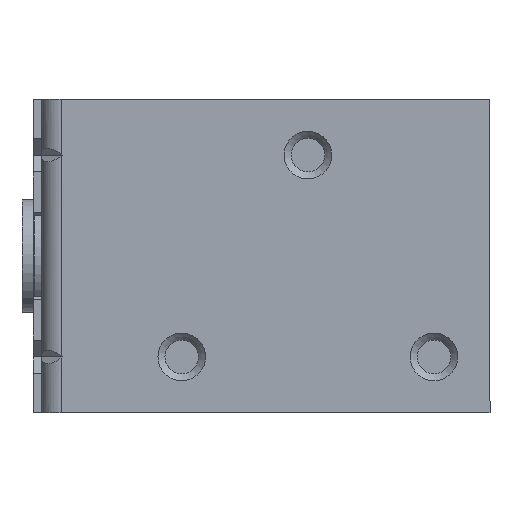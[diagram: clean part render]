
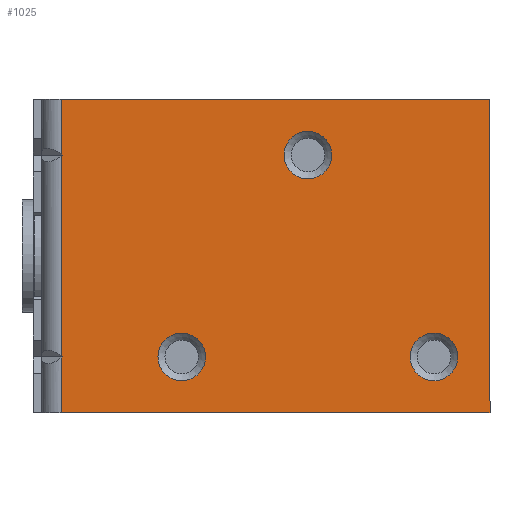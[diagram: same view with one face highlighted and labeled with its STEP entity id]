
A CAD part, left-side view. The second image highlights one B-rep face of the part: STEP entity #1025.
In plain terms, the highlighted face is planar.
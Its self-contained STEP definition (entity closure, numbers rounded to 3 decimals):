
#59=FACE_BOUND('',#203,.T.);
#60=FACE_BOUND('',#204,.T.);
#61=FACE_BOUND('',#205,.T.);
#90=PLANE('',#1216);
#142=FACE_OUTER_BOUND('',#202,.T.);
#202=EDGE_LOOP('',(#925,#926,#927,#928,#929,#930,#931,#932,#933,#934));
#203=EDGE_LOOP('',(#935,#936));
#204=EDGE_LOOP('',(#937,#938));
#205=EDGE_LOOP('',(#939,#940));
#222=LINE('',#1607,#317);
#225=LINE('',#1615,#320);
#227=LINE('',#1622,#322);
#230=LINE('',#1630,#325);
#233=LINE('',#1639,#328);
#234=LINE('',#1642,#329);
#237=LINE('',#1648,#332);
#299=LINE('',#1819,#394);
#300=LINE('',#1821,#395);
#301=LINE('',#1822,#396);
#317=VECTOR('',#1311,10.);
#320=VECTOR('',#1318,10.);
#322=VECTOR('',#1324,10.);
#325=VECTOR('',#1331,10.);
#328=VECTOR('',#1340,10.);
#329=VECTOR('',#1343,10.);
#332=VECTOR('',#1350,10.);
#394=VECTOR('',#1514,10.);
#395=VECTOR('',#1515,10.);
#396=VECTOR('',#1516,10.);
#426=CIRCLE('',#1199,4.25);
#427=CIRCLE('',#1200,4.25);
#430=CIRCLE('',#1205,4.25);
#431=CIRCLE('',#1206,4.25);
#434=CIRCLE('',#1211,4.25);
#435=CIRCLE('',#1212,4.25);
#460=VERTEX_POINT('',#1605);
#461=VERTEX_POINT('',#1606);
#464=VERTEX_POINT('',#1614);
#466=VERTEX_POINT('',#1620);
#467=VERTEX_POINT('',#1621);
#470=VERTEX_POINT('',#1629);
#473=VERTEX_POINT('',#1637);
#474=VERTEX_POINT('',#1641);
#521=VERTEX_POINT('',#1782);
#522=VERTEX_POINT('',#1783);
#525=VERTEX_POINT('',#1794);
#526=VERTEX_POINT('',#1795);
#529=VERTEX_POINT('',#1806);
#530=VERTEX_POINT('',#1807);
#533=VERTEX_POINT('',#1818);
#534=VERTEX_POINT('',#1820);
#566=EDGE_CURVE('',#460,#461,#222,.T.);
#570=EDGE_CURVE('',#464,#460,#225,.T.);
#573=EDGE_CURVE('',#466,#467,#227,.T.);
#577=EDGE_CURVE('',#470,#466,#230,.T.);
#582=EDGE_CURVE('',#467,#473,#233,.T.);
#583=EDGE_CURVE('',#474,#464,#234,.T.);
#587=EDGE_CURVE('',#461,#470,#237,.T.);
#654=EDGE_CURVE('',#521,#522,#426,.T.);
#655=EDGE_CURVE('',#522,#521,#427,.T.);
#660=EDGE_CURVE('',#525,#526,#430,.T.);
#661=EDGE_CURVE('',#526,#525,#431,.T.);
#666=EDGE_CURVE('',#529,#530,#434,.T.);
#667=EDGE_CURVE('',#530,#529,#435,.T.);
#672=EDGE_CURVE('',#473,#533,#299,.T.);
#673=EDGE_CURVE('',#534,#533,#300,.T.);
#674=EDGE_CURVE('',#534,#474,#301,.T.);
#925=ORIENTED_EDGE('',*,*,#566,.T.);
#926=ORIENTED_EDGE('',*,*,#587,.T.);
#927=ORIENTED_EDGE('',*,*,#577,.T.);
#928=ORIENTED_EDGE('',*,*,#573,.T.);
#929=ORIENTED_EDGE('',*,*,#582,.T.);
#930=ORIENTED_EDGE('',*,*,#672,.T.);
#931=ORIENTED_EDGE('',*,*,#673,.F.);
#932=ORIENTED_EDGE('',*,*,#674,.T.);
#933=ORIENTED_EDGE('',*,*,#583,.T.);
#934=ORIENTED_EDGE('',*,*,#570,.T.);
#935=ORIENTED_EDGE('',*,*,#654,.T.);
#936=ORIENTED_EDGE('',*,*,#655,.T.);
#937=ORIENTED_EDGE('',*,*,#660,.T.);
#938=ORIENTED_EDGE('',*,*,#661,.T.);
#939=ORIENTED_EDGE('',*,*,#666,.T.);
#940=ORIENTED_EDGE('',*,*,#667,.T.);
#1025=ADVANCED_FACE('',(#142,#59,#60,#61),#90,.T.);
#1199=AXIS2_PLACEMENT_3D('',#1784,#1472,#1473);
#1200=AXIS2_PLACEMENT_3D('',#1785,#1474,#1475);
#1205=AXIS2_PLACEMENT_3D('',#1796,#1486,#1487);
#1206=AXIS2_PLACEMENT_3D('',#1797,#1488,#1489);
#1211=AXIS2_PLACEMENT_3D('',#1808,#1500,#1501);
#1212=AXIS2_PLACEMENT_3D('',#1809,#1502,#1503);
#1216=AXIS2_PLACEMENT_3D('',#1817,#1512,#1513);
#1311=DIRECTION('',(-0.577,0.816,0.));
#1318=DIRECTION('',(-0.577,-0.816,0.));
#1324=DIRECTION('',(-0.577,0.816,0.));
#1331=DIRECTION('',(-0.577,-0.816,0.));
#1340=DIRECTION('',(-1.,0.,0.));
#1343=DIRECTION('',(-1.,0.,0.));
#1350=DIRECTION('',(-1.,0.,0.));
#1472=DIRECTION('center_axis',(0.,0.,-1.));
#1473=DIRECTION('ref_axis',(1.,0.,0.));
#1474=DIRECTION('center_axis',(0.,0.,-1.));
#1475=DIRECTION('ref_axis',(1.,0.,0.));
#1486=DIRECTION('center_axis',(0.,0.,-1.));
#1487=DIRECTION('ref_axis',(1.,0.,0.));
#1488=DIRECTION('center_axis',(0.,0.,-1.));
#1489=DIRECTION('ref_axis',(1.,0.,0.));
#1500=DIRECTION('center_axis',(0.,0.,-1.));
#1501=DIRECTION('ref_axis',(1.,0.,0.));
#1502=DIRECTION('center_axis',(0.,0.,-1.));
#1503=DIRECTION('ref_axis',(1.,0.,0.));
#1512=DIRECTION('center_axis',(0.,0.,1.));
#1513=DIRECTION('ref_axis',(1.,0.,0.));
#1514=DIRECTION('',(0.,-1.,0.));
#1515=DIRECTION('',(-1.,0.,0.));
#1516=DIRECTION('',(0.,1.,0.));
#1605=CARTESIAN_POINT('',(211.193,233.395,56.));
#1606=CARTESIAN_POINT('',(210.993,233.678,56.));
#1607=CARTESIAN_POINT('',(210.614,234.215,56.));
#1614=CARTESIAN_POINT('',(211.393,233.678,56.));
#1615=CARTESIAN_POINT('',(213.373,236.477,56.));
#1620=CARTESIAN_POINT('',(175.193,233.395,56.));
#1621=CARTESIAN_POINT('',(174.993,233.678,56.));
#1622=CARTESIAN_POINT('',(180.614,225.73,56.));
#1629=CARTESIAN_POINT('',(175.393,233.678,56.));
#1630=CARTESIAN_POINT('',(183.373,244.962,56.));
#1637=CARTESIAN_POINT('',(165.193,233.678,56.));
#1639=CARTESIAN_POINT('',(221.193,233.678,56.));
#1641=CARTESIAN_POINT('',(221.193,233.678,56.));
#1642=CARTESIAN_POINT('',(221.193,233.678,56.));
#1648=CARTESIAN_POINT('',(221.193,233.678,56.));
#1782=CARTESIAN_POINT('',(215.443,189.678,56.));
#1783=CARTESIAN_POINT('',(206.943,189.678,56.));
#1784=CARTESIAN_POINT('Origin',(211.193,189.678,56.));
#1785=CARTESIAN_POINT('Origin',(211.193,189.678,56.));
#1794=CARTESIAN_POINT('',(179.443,212.178,56.));
#1795=CARTESIAN_POINT('',(170.943,212.178,56.));
#1796=CARTESIAN_POINT('Origin',(175.193,212.178,56.));
#1797=CARTESIAN_POINT('Origin',(175.193,212.178,56.));
#1806=CARTESIAN_POINT('',(179.443,167.178,56.));
#1807=CARTESIAN_POINT('',(170.943,167.178,56.));
#1808=CARTESIAN_POINT('Origin',(175.193,167.178,56.));
#1809=CARTESIAN_POINT('Origin',(175.193,167.178,56.));
#1817=CARTESIAN_POINT('Origin',(221.193,233.678,56.));
#1818=CARTESIAN_POINT('',(165.193,157.178,56.));
#1819=CARTESIAN_POINT('',(165.193,157.178,56.));
#1820=CARTESIAN_POINT('',(221.193,157.178,56.));
#1821=CARTESIAN_POINT('',(221.193,157.178,56.));
#1822=CARTESIAN_POINT('',(221.193,157.178,56.));
